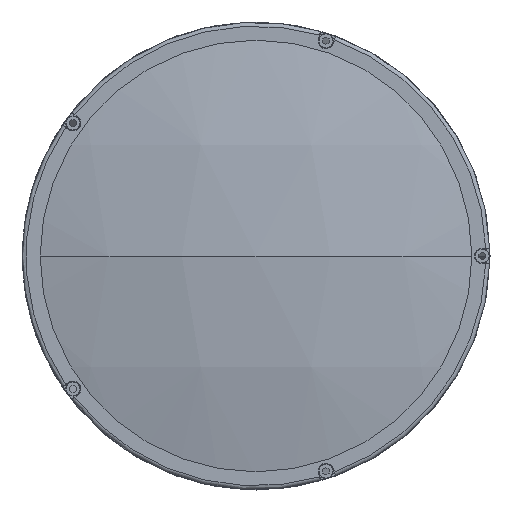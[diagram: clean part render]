
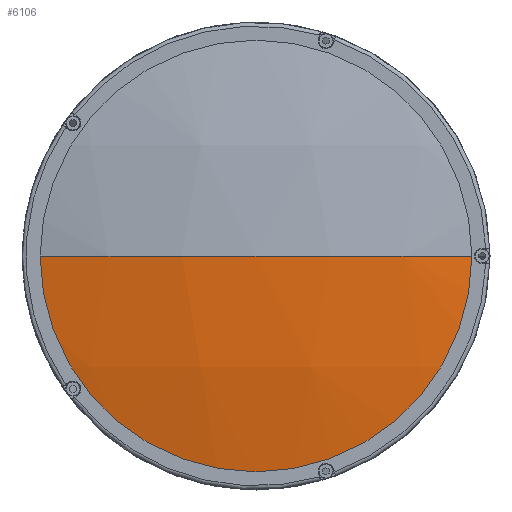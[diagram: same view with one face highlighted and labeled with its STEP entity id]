
A CAD part, left-side view. The second image highlights one B-rep face of the part: STEP entity #6106.
In plain terms, the highlighted spherical face has radius 384 mm.
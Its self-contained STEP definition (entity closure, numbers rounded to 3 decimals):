
#717 = DIRECTION ( 'NONE',  ( 0., 1., 0. ) ) ;
#739 = DIRECTION ( 'NONE',  ( 0., 0., -1. ) ) ;
#752 = CARTESIAN_POINT ( 'NONE',  ( 21.37, 0., 0. ) ) ;
#816 = DIRECTION ( 'NONE',  ( 0., 0., 1. ) ) ;
#825 = DIRECTION ( 'NONE',  ( -1., 0., 0. ) ) ;
#826 = CARTESIAN_POINT ( 'NONE',  ( -353.104, 0., 0. ) ) ;
#1243 = ORIENTED_EDGE ( 'NONE', *, *, #2250, .T. ) ;
#1279 = EDGE_CURVE ( 'NONE', #4787, #2705, #5610, .T. ) ;
#2024 = ORIENTED_EDGE ( 'NONE', *, *, #6247, .T. ) ;
#2250 = EDGE_CURVE ( 'NONE', #4787, #3965, #3012, .T. ) ;
#2705 = VERTEX_POINT ( 'NONE', #7250 ) ;
#2956 = AXIS2_PLACEMENT_3D ( 'NONE', #752, #739, #717 ) ;
#3012 = CIRCLE ( 'NONE', #4401, 85. ) ;
#3083 = CIRCLE ( 'NONE', #2956, 384. ) ;
#3119 = DIRECTION ( 'NONE',  ( 0., 0., 1. ) ) ;
#3128 = CARTESIAN_POINT ( 'NONE',  ( 21.37, 0., 0. ) ) ;
#3927 = ORIENTED_EDGE ( 'NONE', *, *, #1279, .F. ) ;
#3965 = VERTEX_POINT ( 'NONE', #8057 ) ;
#4401 = AXIS2_PLACEMENT_3D ( 'NONE', #826, #825, #816 ) ;
#4422 = CARTESIAN_POINT ( 'NONE',  ( -353.104, 85., 0. ) ) ;
#4787 = VERTEX_POINT ( 'NONE', #4422 ) ;
#5610 = CIRCLE ( 'NONE', #6284, 384. ) ;
#6106 = ADVANCED_FACE ( 'NONE', ( #8783 ), #8132, .T. ) ;
#6247 = EDGE_CURVE ( 'NONE', #3965, #2705, #3083, .T. ) ;
#6284 = AXIS2_PLACEMENT_3D ( 'NONE', #3128, #3119, #8343 ) ;
#6294 = AXIS2_PLACEMENT_3D ( 'NONE', #8455, #8197, #8145 ) ;
#6662 = EDGE_LOOP ( 'NONE', ( #1243, #2024, #3927 ) ) ;
#7250 = CARTESIAN_POINT ( 'NONE',  ( -362.63, 0., 0. ) ) ;
#8057 = CARTESIAN_POINT ( 'NONE',  ( -353.104, -85., 0. ) ) ;
#8132 = SPHERICAL_SURFACE ( 'NONE', #6294, 384. ) ;
#8145 = DIRECTION ( 'NONE',  ( 0., 1., 0. ) ) ;
#8197 = DIRECTION ( 'NONE',  ( 0., 0., -1. ) ) ;
#8343 = DIRECTION ( 'NONE',  ( 0., -1., 0. ) ) ;
#8455 = CARTESIAN_POINT ( 'NONE',  ( 21.37, 0., 0. ) ) ;
#8783 = FACE_OUTER_BOUND ( 'NONE', #6662, .T. ) ;
